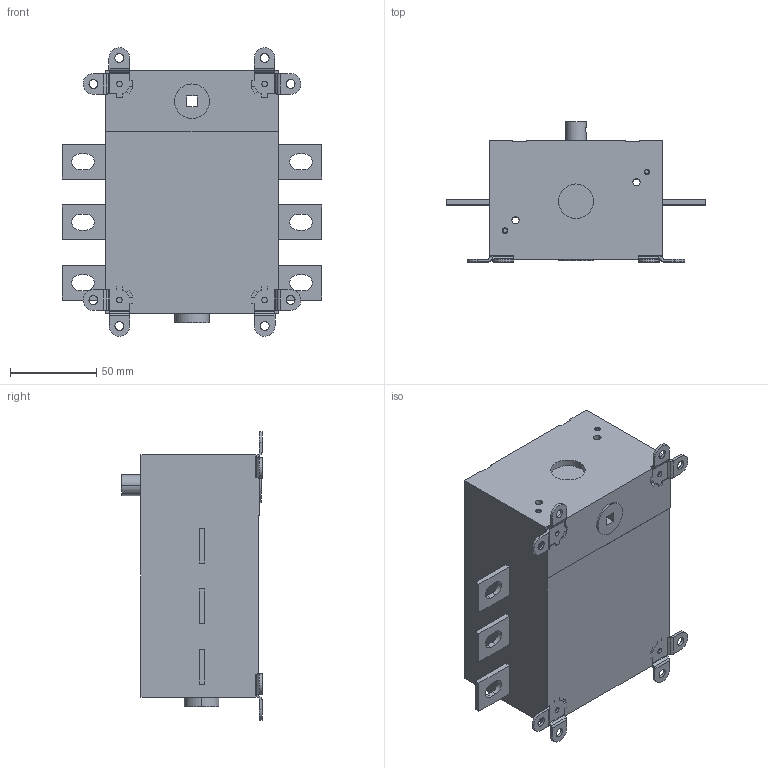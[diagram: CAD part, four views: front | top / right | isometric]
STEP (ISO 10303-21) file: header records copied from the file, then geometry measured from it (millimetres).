
FILE_DESCRIPTION((''),'2;1');
FILE_NAME('OT200-250E03T_IGS','2018-06-20T',('FIALBJO'),(''),'CREO PARAMETRIC BY PTC INC, 2017480','CREO PARAMETRIC BY PTC INC, 2017480','');
FILE_SCHEMA(('AUTOMOTIVE_DESIGN { 1 0 10303 214 1 1 1 1 }'));
Length unit declared in the file: millimetre
Products named in the file (1): OT200-250E03T_IGS
Bounding box: 150 x 81 x 166.98 mm (x, y, z)
Volume: 956226.6 mm3; surface area: 77471.3 mm2
Topology: 1 solids, 1 shells, 315 faces, 851 edges, 562 vertices
Faces by surface type: plane 197, cylinder 118
Entity records: 12561 total; most frequent: CARTESIAN_POINT 1837, DIRECTION 1707, ORIENTED_EDGE 1702, EDGE_CURVE 851, VECTOR 605, LINE 605, VERTEX_POINT 562, AXIS2_PLACEMENT_3D 551
